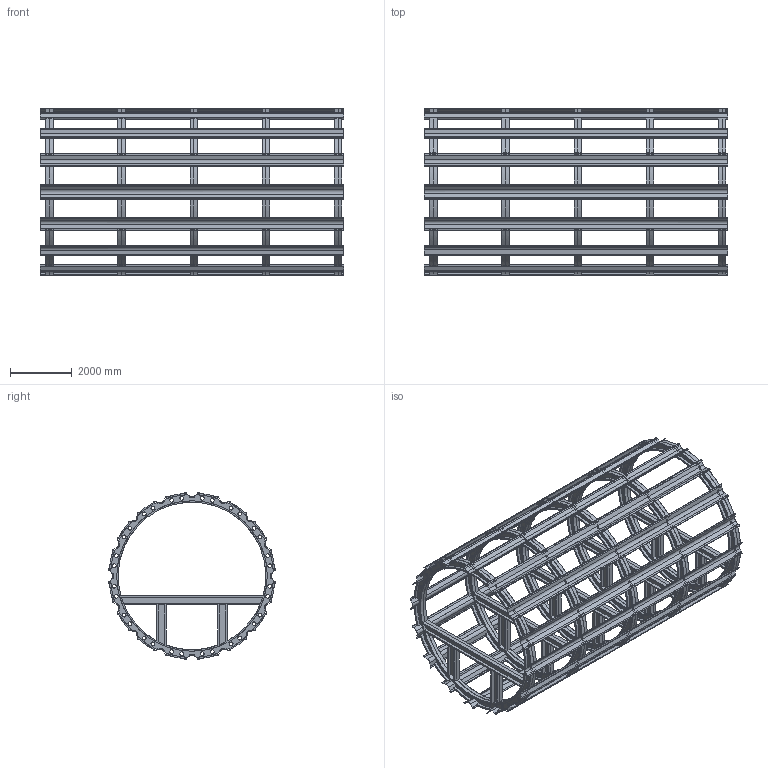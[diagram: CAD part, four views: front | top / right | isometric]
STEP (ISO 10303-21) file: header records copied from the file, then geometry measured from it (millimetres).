
FILE_DESCRIPTION(('FreeCAD Model'),'2;1');
FILE_NAME('Open CASCADE Shape Model','2025-04-25T14:40:03',('FreeCAD'),( 'FreeCAD'),'Open CASCADE STEP processor 7.6','FreeCAD','Unknown');
FILE_SCHEMA(('AUTOMOTIVE_DESIGN { 1 0 10303 214 1 1 1 1 }'));
Products named in the file (1): Open CASCADE STEP translator 7.6 1
Bounding box: 9798.57 x 5382.16 x 5382.16 mm (x, y, z)
Surface area: 321125934.9 mm2 (no closed solid volume)
Topology: 0 solids, 1698 shells, 1698 faces, 9536 edges, 9536 vertices
Faces by surface type: bspline 1698
Entity records: 89668 total; most frequent: CARTESIAN_POINT 45481, ORIENTED_EDGE 9536, EDGE_CURVE 9536, VERTEX_POINT 9536, B_SPLINE_CURVE_WITH_KNOTS 5616, FACE_BOUND 2098, EDGE_LOOP 2098, SHELL_BASED_SURFACE_MODEL 1698
